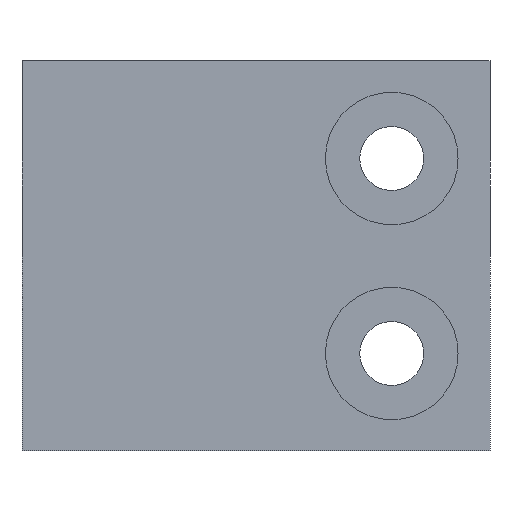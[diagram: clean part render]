
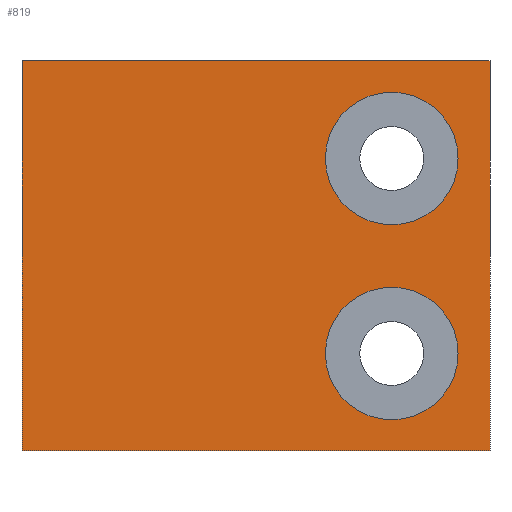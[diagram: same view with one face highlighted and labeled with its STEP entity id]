
A CAD part, front view. The second image highlights one B-rep face of the part: STEP entity #819.
In plain terms, the highlighted planar face has unit normal (0, -1, 0).
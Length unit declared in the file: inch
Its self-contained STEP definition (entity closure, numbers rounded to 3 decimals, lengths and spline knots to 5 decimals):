
#10 = CARTESIAN_POINT ( 'NONE',  ( 0.348, -0.0325, -0.42 ) ) ;
#13 = VERTEX_POINT ( 'NONE', #10 ) ;
#16 = VERTEX_POINT ( 'NONE', #145 ) ;
#19 = VERTEX_POINT ( 'NONE', #147 ) ;
#20 = VERTEX_POINT ( 'NONE', #148 ) ;
#88 = VERTEX_POINT ( 'NONE', #216 ) ;
#89 = VERTEX_POINT ( 'NONE', #217 ) ;
#90 = VERTEX_POINT ( 'NONE', #218 ) ;
#91 = VERTEX_POINT ( 'NONE', #219 ) ;
#145 = CARTESIAN_POINT ( 'NONE',  ( 0.348, -0.0325, -0.08 ) ) ;
#147 = CARTESIAN_POINT ( 'NONE',  ( 0.348, -0.0325, 0.08 ) ) ;
#148 = CARTESIAN_POINT ( 'NONE',  ( 0.348, -0.0325, 0.42 ) ) ;
#216 = CARTESIAN_POINT ( 'NONE',  ( 0.6, -0.0325, 0.5 ) ) ;
#217 = CARTESIAN_POINT ( 'NONE',  ( 0.6, -0.0325, -0.5 ) ) ;
#218 = CARTESIAN_POINT ( 'NONE',  ( -0.6, -0.0325, 0.5 ) ) ;
#219 = CARTESIAN_POINT ( 'NONE',  ( -0.6, -0.0325, -0.5 ) ) ;
#281 = CARTESIAN_POINT ( 'NONE',  ( 0.348, -0.0325, 0.25 ) ) ;
#282 = DIRECTION ( 'NONE',  ( 0., -1., 0. ) ) ;
#283 = DIRECTION ( 'NONE',  ( 0., 0., -1. ) ) ;
#293 = CARTESIAN_POINT ( 'NONE',  ( 0.348, -0.0325, -0.25 ) ) ;
#294 = DIRECTION ( 'NONE',  ( 0., -1., 0. ) ) ;
#295 = DIRECTION ( 'NONE',  ( 0., 0., -1. ) ) ;
#444 = CARTESIAN_POINT ( 'NONE',  ( -0.6, -0.0325, 0.5 ) ) ;
#446 = CARTESIAN_POINT ( 'NONE',  ( -0.6, -0.0325, 0.5 ) ) ;
#447 = DIRECTION ( 'NONE',  ( 1., 0., 0. ) ) ;
#449 = DIRECTION ( 'NONE',  ( 0., 0., 1. ) ) ;
#450 = CARTESIAN_POINT ( 'NONE',  ( -0.6, -0.0325, -0.5 ) ) ;
#452 = CARTESIAN_POINT ( 'NONE',  ( 0.348, -0.0325, 0.25 ) ) ;
#453 = DIRECTION ( 'NONE',  ( -1., 0., 0. ) ) ;
#454 = DIRECTION ( 'NONE',  ( 0., -1., 0. ) ) ;
#455 = DIRECTION ( 'NONE',  ( 0., 0., -1. ) ) ;
#457 = CARTESIAN_POINT ( 'NONE',  ( 0.6, -0.0325, 0.5 ) ) ;
#458 = DIRECTION ( 'NONE',  ( 0., 0., -1. ) ) ;
#459 = CARTESIAN_POINT ( 'NONE',  ( 0.348, -0.0325, -0.25 ) ) ;
#460 = DIRECTION ( 'NONE',  ( 0., -1., 0. ) ) ;
#461 = DIRECTION ( 'NONE',  ( 0., 0., -1. ) ) ;
#512 = AXIS2_PLACEMENT_3D ( 'NONE', #452, #454, #455 ) ;
#520 = EDGE_CURVE ( 'NONE', #19, #20, #2365, .T. ) ;
#524 = EDGE_CURVE ( 'NONE', #13, #16, #2372, .T. ) ;
#599 = EDGE_CURVE ( 'NONE', #90, #88, #906, .T. ) ;
#600 = EDGE_CURVE ( 'NONE', #91, #90, #908, .T. ) ;
#602 = EDGE_CURVE ( 'NONE', #89, #91, #912, .T. ) ;
#603 = EDGE_CURVE ( 'NONE', #20, #19, #920, .T. ) ;
#604 = EDGE_CURVE ( 'NONE', #88, #89, #916, .T. ) ;
#605 = EDGE_CURVE ( 'NONE', #16, #13, #923, .T. ) ;
#718 = AXIS2_PLACEMENT_3D ( 'NONE', #281, #282, #283 ) ;
#719 = AXIS2_PLACEMENT_3D ( 'NONE', #293, #294, #295 ) ;
#720 = AXIS2_PLACEMENT_3D ( 'NONE', #459, #460, #461 ) ;
#819 = ADVANCED_FACE ( 'NONE', ( #1197, #1196, #1200 ), #1635, .T. ) ;
#906 = LINE ( 'NONE', #444, #911 ) ;
#908 = LINE ( 'NONE', #446, #913 ) ;
#911 = VECTOR ( 'NONE', #447, 39.37008 ) ;
#912 = LINE ( 'NONE', #450, #917 ) ;
#913 = VECTOR ( 'NONE', #449, 39.37008 ) ;
#914 = VECTOR ( 'NONE', #458, 39.37008 ) ;
#916 = LINE ( 'NONE', #457, #914 ) ;
#917 = VECTOR ( 'NONE', #453, 39.37008 ) ;
#920 = CIRCLE ( 'NONE', #512, 0.17 ) ;
#923 = CIRCLE ( 'NONE', #720, 0.17 ) ;
#1196 = FACE_OUTER_BOUND ( 'NONE', #1882, .T. ) ;
#1197 = FACE_BOUND ( 'NONE', #1868, .T. ) ;
#1200 = FACE_BOUND ( 'NONE', #1883, .T. ) ;
#1631 = CARTESIAN_POINT ( 'NONE',  ( 0.6, -0.0325, -0.5 ) ) ;
#1635 = PLANE ( 'NONE',  #1800 ) ;
#1636 = DIRECTION ( 'NONE',  ( 0., -1., 0. ) ) ;
#1637 = DIRECTION ( 'NONE',  ( 0., 0., -1. ) ) ;
#1800 = AXIS2_PLACEMENT_3D ( 'NONE', #1631, #1636, #1637 ) ;
#1868 = EDGE_LOOP ( 'NONE', ( #2195, #2196 ) ) ;
#1882 = EDGE_LOOP ( 'NONE', ( #2197, #2198, #2199, #2200 ) ) ;
#1883 = EDGE_LOOP ( 'NONE', ( #2201, #2202 ) ) ;
#2195 = ORIENTED_EDGE ( 'NONE', *, *, #603, .F. ) ;
#2196 = ORIENTED_EDGE ( 'NONE', *, *, #520, .F. ) ;
#2197 = ORIENTED_EDGE ( 'NONE', *, *, #604, .F. ) ;
#2198 = ORIENTED_EDGE ( 'NONE', *, *, #599, .F. ) ;
#2199 = ORIENTED_EDGE ( 'NONE', *, *, #600, .F. ) ;
#2200 = ORIENTED_EDGE ( 'NONE', *, *, #602, .F. ) ;
#2201 = ORIENTED_EDGE ( 'NONE', *, *, #605, .F. ) ;
#2202 = ORIENTED_EDGE ( 'NONE', *, *, #524, .F. ) ;
#2365 = CIRCLE ( 'NONE', #718, 0.17 ) ;
#2372 = CIRCLE ( 'NONE', #719, 0.17 ) ;
